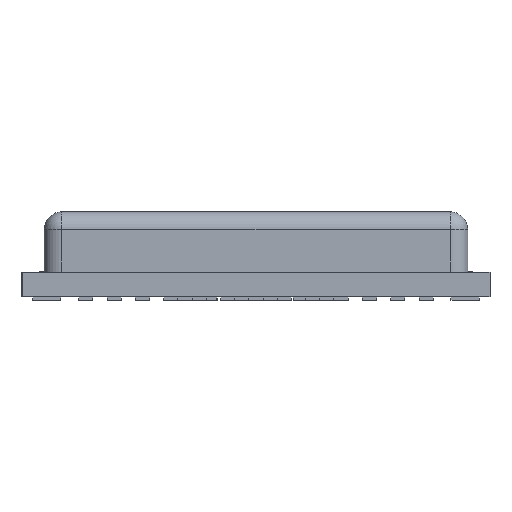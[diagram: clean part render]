
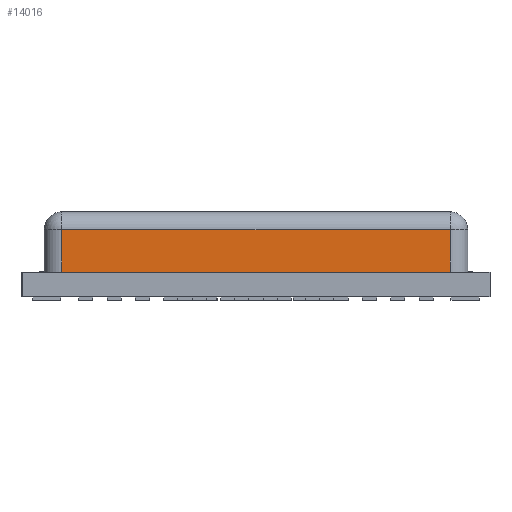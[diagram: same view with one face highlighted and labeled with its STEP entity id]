
A CAD part, front view. The second image highlights one B-rep face of the part: STEP entity #14016.
In plain terms, the highlighted planar face has unit normal (0, -1, 0).
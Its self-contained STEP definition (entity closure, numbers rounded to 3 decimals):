
#190 = EDGE_CURVE ( 'NONE', #11988, #23776, #17042, .T. ) ;
#748 = EDGE_CURVE ( 'NONE', #4758, #989, #19093, .T. ) ;
#989 = VERTEX_POINT ( 'NONE', #6828 ) ;
#1007 = VECTOR ( 'NONE', #12672, 1000. ) ;
#1471 = DIRECTION ( 'NONE',  ( 1., 0., 0. ) ) ;
#1766 = DIRECTION ( 'NONE',  ( 0., 0., -1. ) ) ;
#1846 = CARTESIAN_POINT ( 'NONE',  ( -5.975, -7.68, 21.142 ) ) ;
#2994 = LINE ( 'NONE', #17171, #9062 ) ;
#4263 = PLANE ( 'NONE',  #21375 ) ;
#4758 = VERTEX_POINT ( 'NONE', #19160 ) ;
#5017 = CARTESIAN_POINT ( 'NONE',  ( -5.975, -7.68, 0.8 ) ) ;
#5126 = VECTOR ( 'NONE', #1766, 1000. ) ;
#5542 = ORIENTED_EDGE ( 'NONE', *, *, #190, .T. ) ;
#6828 = CARTESIAN_POINT ( 'NONE',  ( -5.475, -7.68, 2. ) ) ;
#7514 = CARTESIAN_POINT ( 'NONE',  ( -5.475, -7.68, 21.142 ) ) ;
#8975 = DIRECTION ( 'NONE',  ( 0., 0., 1. ) ) ;
#9062 = VECTOR ( 'NONE', #8975, 1000. ) ;
#10642 = FACE_OUTER_BOUND ( 'NONE', #22799, .T. ) ;
#11896 = CARTESIAN_POINT ( 'NONE',  ( -5.475, -7.68, 0.8 ) ) ;
#11988 = VERTEX_POINT ( 'NONE', #11896 ) ;
#12672 = DIRECTION ( 'NONE',  ( -1., 0., 0. ) ) ;
#13327 = ORIENTED_EDGE ( 'NONE', *, *, #26078, .T. ) ;
#14016 = ADVANCED_FACE ( 'NONE', ( #10642 ), #4263, .F. ) ;
#15058 = LINE ( 'NONE', #7514, #5126 ) ;
#15466 = ORIENTED_EDGE ( 'NONE', *, *, #748, .T. ) ;
#16806 = CARTESIAN_POINT ( 'NONE',  ( -5.975, -7.68, 2. ) ) ;
#17042 = LINE ( 'NONE', #5017, #24059 ) ;
#17171 = CARTESIAN_POINT ( 'NONE',  ( 5.475, -7.68, 21.142 ) ) ;
#17960 = EDGE_CURVE ( 'NONE', #989, #11988, #15058, .T. ) ;
#19093 = LINE ( 'NONE', #16806, #1007 ) ;
#19160 = CARTESIAN_POINT ( 'NONE',  ( 5.475, -7.68, 2. ) ) ;
#21375 = AXIS2_PLACEMENT_3D ( 'NONE', #1846, #22327, #24192 ) ;
#22327 = DIRECTION ( 'NONE',  ( 0., 1., 0. ) ) ;
#22799 = EDGE_LOOP ( 'NONE', ( #5542, #13327, #15466, #24875 ) ) ;
#23776 = VERTEX_POINT ( 'NONE', #26131 ) ;
#24059 = VECTOR ( 'NONE', #1471, 1000. ) ;
#24192 = DIRECTION ( 'NONE',  ( 0., 0., 1. ) ) ;
#24875 = ORIENTED_EDGE ( 'NONE', *, *, #17960, .T. ) ;
#26078 = EDGE_CURVE ( 'NONE', #23776, #4758, #2994, .T. ) ;
#26131 = CARTESIAN_POINT ( 'NONE',  ( 5.475, -7.68, 0.8 ) ) ;
